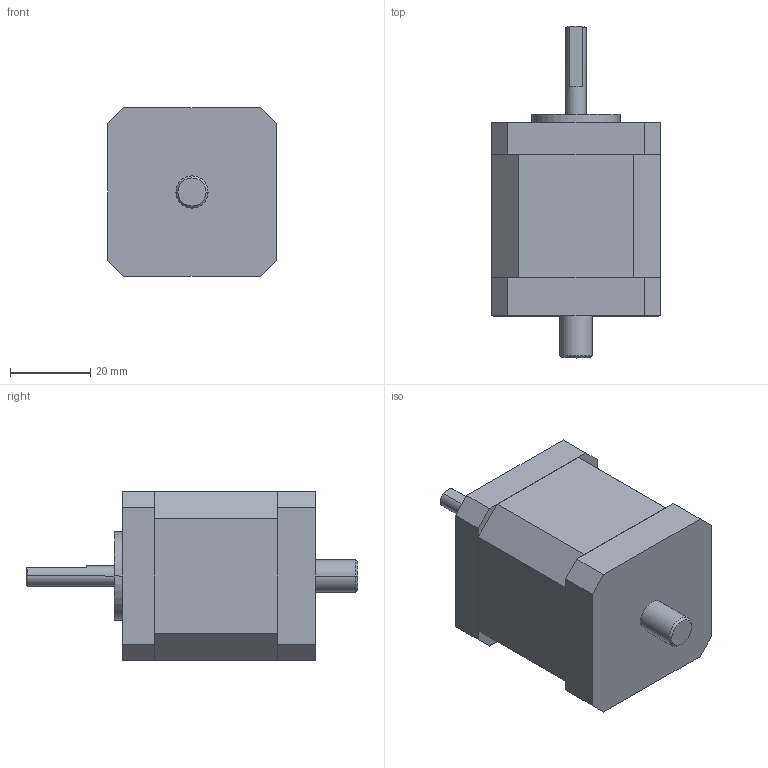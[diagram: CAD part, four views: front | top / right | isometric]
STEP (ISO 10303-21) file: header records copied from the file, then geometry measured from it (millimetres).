
FILE_DESCRIPTION (( 'STEP AP203' ), '1' );
FILE_NAME ('iHSS42-24-05.STEP', '2020-01-02T02:59:43', ( 'USER-' ), ( 'MS' ), 'SwSTEP 2.0', 'SolidWorks 2015', '' );
FILE_SCHEMA (( 'CONFIG_CONTROL_DESIGN' ));
Length unit declared in the file: millimetre
Products named in the file (5): 42珨极趙儂旯30.8mm; 42x8一体化上盖5x24扁轴4.5x15法兰22x2; 42一体化底盖后出轴9.5; iHSS42珨极趙綴裔27x42x69.4; iHSS42-24-05
Assembly tree (4 placements, depth 2):
  iHSS42-24-05
    42珨极趙儂旯30.8mm
    42x8一体化上盖5x24扁轴4.5x15法兰22x2
    42一体化底盖后出轴9.5
    iHSS42珨极趙綴裔27x42x69.4
Bounding box: 42 x 82.8 x 42 mm (x, y, z)
Volume: 82895 mm3; surface area: 18930.8 mm2
Topology: 3 solids, 3 shells, 83 faces, 182 edges, 118 vertices
Faces by surface type: plane 45, cylinder 24, cone 14
Entity records: 125253 total; most frequent: CARTESIAN_POINT 57888, ORIENTED_EDGE 15262, DIRECTION 11587, EDGE_CURVE 7631, VECTOR 4963, LINE 4963, VERTEX_POINT 4845, AXIS2_PLACEMENT_3D 3312
